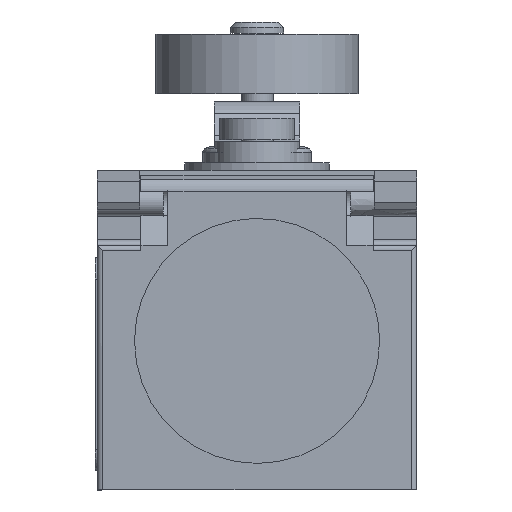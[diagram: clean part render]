
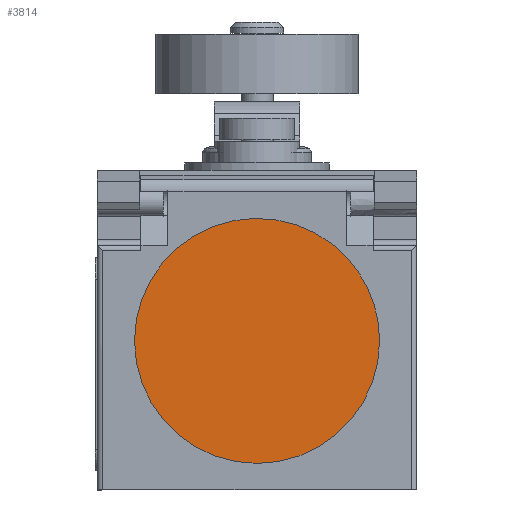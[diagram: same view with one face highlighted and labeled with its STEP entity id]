
A CAD part, front view. The second image highlights one B-rep face of the part: STEP entity #3814.
In plain terms, the highlighted planar face has unit normal (0, -1, 0).
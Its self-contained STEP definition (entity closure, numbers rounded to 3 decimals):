
#1909=CARTESIAN_POINT('',(26.502,0.,14.));
#1910=VERTEX_POINT('',#1909);
#1919=CARTESIAN_POINT('',(3.498,0.,14.));
#1920=VERTEX_POINT('',#1919);
#1921=CARTESIAN_POINT('',(15.0,0.,14.));
#1922=DIRECTION('',(0.0,-1.0,0.0));
#1923=DIRECTION('',(1.0,0.0,0.0));
#1924=AXIS2_PLACEMENT_3D('',#1921,#1922,#1923);
#1925=CIRCLE('',#1924,11.502);
#1926=EDGE_CURVE('',#1920,#1910,#1925,.T.);
#3785=CARTESIAN_POINT('',(22.162,0.,23.));
#3786=VERTEX_POINT('',#3785);
#3787=CARTESIAN_POINT('',(15.0,0.,14.));
#3788=DIRECTION('',(0.0,-1.0,0.0));
#3789=DIRECTION('',(1.0,0.0,0.0));
#3790=AXIS2_PLACEMENT_3D('',#3787,#3788,#3789);
#3791=CIRCLE('',#3790,11.502);
#3792=EDGE_CURVE('',#3786,#1920,#3791,.T.);
#3794=CARTESIAN_POINT('',(15.0,0.,14.));
#3795=DIRECTION('',(0.0,-1.0,0.0));
#3796=DIRECTION('',(1.0,0.0,0.0));
#3797=AXIS2_PLACEMENT_3D('',#3794,#3795,#3796);
#3798=CIRCLE('',#3797,11.502);
#3799=EDGE_CURVE('',#1910,#3786,#3798,.T.);
#3804=CARTESIAN_POINT('',(14.911,0.,4.125));
#3805=DIRECTION('',(0.0,-1.0,0.0));
#3806=DIRECTION('',(0.0,0.0,1.0));
#3807=AXIS2_PLACEMENT_3D('',#3804,#3805,#3806);
#3808=PLANE('',#3807);
#3809=ORIENTED_EDGE('',*,*,#3792,.T.);
#3810=ORIENTED_EDGE('',*,*,#1926,.T.);
#3811=ORIENTED_EDGE('',*,*,#3799,.T.);
#3812=EDGE_LOOP('',(#3809,#3810,#3811));
#3813=FACE_OUTER_BOUND('',#3812,.T.);
#3814=ADVANCED_FACE('',(#3813),#3808,.T.);
